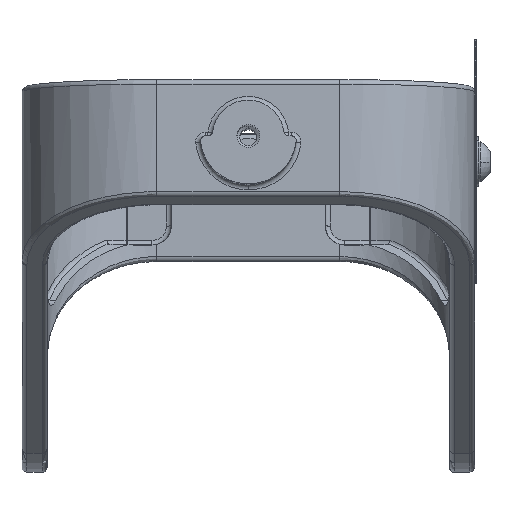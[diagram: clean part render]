
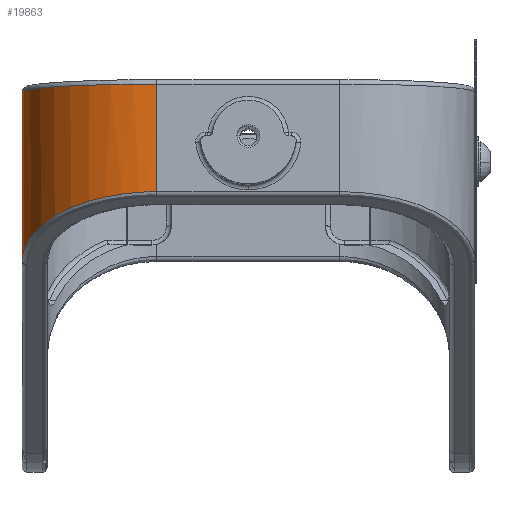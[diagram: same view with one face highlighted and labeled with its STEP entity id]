
A CAD part, front view. The second image highlights one B-rep face of the part: STEP entity #19863.
In plain terms, the highlighted cylindrical face has radius 14 mm (diameter 28 mm), a partial arc.
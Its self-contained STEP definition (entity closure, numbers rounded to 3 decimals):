
#1696 = ORIENTED_EDGE ( 'NONE', *, *, #9446, .T. ) ;
#1888 = EDGE_CURVE ( 'NONE', #8299, #18873, #10738, .T. ) ;
#1944 = CARTESIAN_POINT ( 'NONE',  ( -44., -9.5, -5.5 ) ) ;
#3521 = ORIENTED_EDGE ( 'NONE', *, *, #1888, .T. ) ;
#3725 =( BOUNDED_CURVE ( )  B_SPLINE_CURVE ( 3, ( #14035, #10446, #13884, #12064 ),
 .UNSPECIFIED., .F., .T. ) 
 B_SPLINE_CURVE_WITH_KNOTS ( ( 4, 4 ),
 ( 1.571, 3.142 ),
 .UNSPECIFIED. ) 
 CURVE ( )  GEOMETRIC_REPRESENTATION_ITEM ( )  RATIONAL_B_SPLINE_CURVE ( ( 1., 0.805, 0.805, 1. ) ) 
 REPRESENTATION_ITEM ( '' )  );
#3925 = CIRCLE ( 'NONE', #15155, 14. ) ;
#4631 = ORIENTED_EDGE ( 'NONE', *, *, #21003, .T. ) ;
#5687 = EDGE_LOOP ( 'NONE', ( #3521, #4631, #11766, #1696 ) ) ;
#6884 = CARTESIAN_POINT ( 'NONE',  ( -44., -9.5, 5.683 ) ) ;
#7574 = DIRECTION ( 'NONE',  ( 1., 0., 0. ) ) ;
#8105 = LINE ( 'NONE', #19053, #10808 ) ;
#8299 = VERTEX_POINT ( 'NONE', #8389 ) ;
#8389 = CARTESIAN_POINT ( 'NONE',  ( -30., -23.5, -5.5 ) ) ;
#8398 = DIRECTION ( 'NONE',  ( -1., 0., 0. ) ) ;
#8867 = DIRECTION ( 'NONE',  ( 0., 0., 1. ) ) ;
#9446 = EDGE_CURVE ( 'NONE', #15927, #8299, #3925, .T. ) ;
#9998 = CARTESIAN_POINT ( 'NONE',  ( -30., -9.5, -5.5 ) ) ;
#10446 = CARTESIAN_POINT ( 'NONE',  ( -38.201, -23.5, 8.329 ) ) ;
#10723 = DIRECTION ( 'NONE',  ( 0., 0., 1. ) ) ;
#10738 = LINE ( 'NONE', #10783, #22286 ) ;
#10783 = CARTESIAN_POINT ( 'NONE',  ( -30., -23.5, -8. ) ) ;
#10808 = VECTOR ( 'NONE', #10723, 1000. ) ;
#11766 = ORIENTED_EDGE ( 'NONE', *, *, #14650, .F. ) ;
#12064 = CARTESIAN_POINT ( 'NONE',  ( -44., -9.5, 5.683 ) ) ;
#12666 = CARTESIAN_POINT ( 'NONE',  ( -30., -23.5, 12.069 ) ) ;
#12785 = FACE_OUTER_BOUND ( 'NONE', #5687, .T. ) ;
#13884 = CARTESIAN_POINT ( 'NONE',  ( -44., -17.701, 5.683 ) ) ;
#14035 = CARTESIAN_POINT ( 'NONE',  ( -30., -23.5, 12.069 ) ) ;
#14443 = DIRECTION ( 'NONE',  ( 0., 0., 1. ) ) ;
#14539 = VERTEX_POINT ( 'NONE', #6884 ) ;
#14650 = EDGE_CURVE ( 'NONE', #15927, #14539, #8105, .T. ) ;
#15155 = AXIS2_PLACEMENT_3D ( 'NONE', #9998, #15278, #8398 ) ;
#15278 = DIRECTION ( 'NONE',  ( 0., 0., 1. ) ) ;
#15927 = VERTEX_POINT ( 'NONE', #1944 ) ;
#16155 = CARTESIAN_POINT ( 'NONE',  ( -30., -9.5, -8. ) ) ;
#17683 = AXIS2_PLACEMENT_3D ( 'NONE', #16155, #14443, #7574 ) ;
#18873 = VERTEX_POINT ( 'NONE', #12666 ) ;
#19053 = CARTESIAN_POINT ( 'NONE',  ( -44., -9.5, -8. ) ) ;
#19863 = ADVANCED_FACE ( 'NONE', ( #12785 ), #20853, .T. ) ;
#20853 = CYLINDRICAL_SURFACE ( 'NONE', #17683, 14. ) ;
#21003 = EDGE_CURVE ( 'NONE', #18873, #14539, #3725, .T. ) ;
#22286 = VECTOR ( 'NONE', #8867, 1000. ) ;
